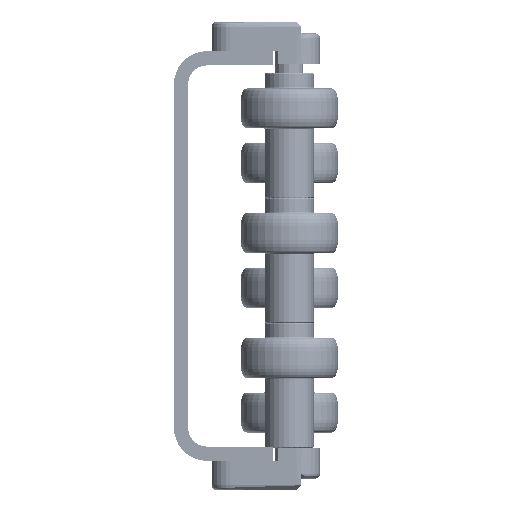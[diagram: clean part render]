
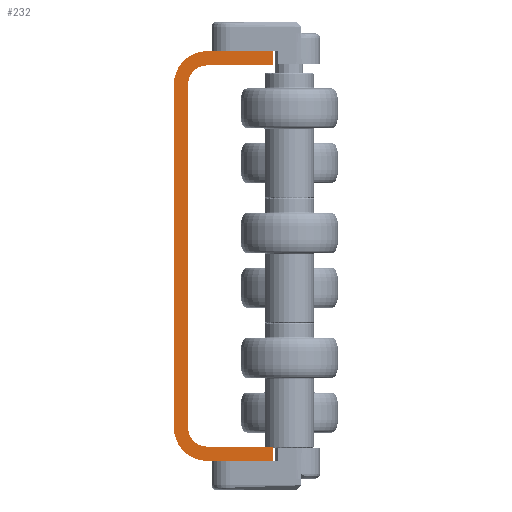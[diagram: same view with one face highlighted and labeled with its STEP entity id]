
A CAD part, front view. The second image highlights one B-rep face of the part: STEP entity #232.
In plain terms, the highlighted planar face has unit normal (0, -1, 0).
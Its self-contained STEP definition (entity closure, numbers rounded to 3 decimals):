
#1=DIRECTION('',(0.,0.,-1.));
#2=VECTOR('',#1,3.);
#3=CARTESIAN_POINT('',(21.,0.,43.5));
#4=LINE('',#3,#2);
#5=DIRECTION('',(-1.,0.,0.));
#6=VECTOR('',#5,14.);
#7=CARTESIAN_POINT('',(21.,0.,40.5));
#8=LINE('',#7,#6);
#9=CARTESIAN_POINT('',(7.,0.,36.5));
#10=DIRECTION('',(0.,-1.,0.));
#11=DIRECTION('',(0.,0.,1.));
#12=AXIS2_PLACEMENT_3D('',#9,#10,#11);
#14=DIRECTION('',(0.,0.,-1.));
#15=VECTOR('',#14,73.);
#16=CARTESIAN_POINT('',(3.,0.,36.5));
#17=LINE('',#16,#15);
#18=CARTESIAN_POINT('',(7.,0.,-36.5));
#19=DIRECTION('',(0.,-1.,0.));
#20=DIRECTION('',(-1.,0.,0.));
#21=AXIS2_PLACEMENT_3D('',#18,#19,#20);
#23=DIRECTION('',(1.,0.,0.));
#24=VECTOR('',#23,14.);
#25=CARTESIAN_POINT('',(7.,0.,-40.5));
#26=LINE('',#25,#24);
#27=DIRECTION('',(0.,0.,-1.));
#28=VECTOR('',#27,3.);
#29=CARTESIAN_POINT('',(21.,0.,-40.5));
#30=LINE('',#29,#28);
#31=DIRECTION('',(-1.,0.,0.));
#32=VECTOR('',#31,14.);
#33=CARTESIAN_POINT('',(21.,0.,-43.5));
#34=LINE('',#33,#32);
#35=CARTESIAN_POINT('',(7.,0.,-36.5));
#36=DIRECTION('',(0.,1.,0.));
#37=DIRECTION('',(0.,0.,-1.));
#38=AXIS2_PLACEMENT_3D('',#35,#36,#37);
#40=DIRECTION('',(0.,0.,1.));
#41=VECTOR('',#40,73.);
#42=CARTESIAN_POINT('',(0.,0.,-36.5));
#43=LINE('',#42,#41);
#44=CARTESIAN_POINT('',(7.,0.,36.5));
#45=DIRECTION('',(0.,1.,0.));
#46=DIRECTION('',(-1.,0.,0.));
#47=AXIS2_PLACEMENT_3D('',#44,#45,#46);
#49=DIRECTION('',(1.,0.,0.));
#50=VECTOR('',#49,14.);
#51=CARTESIAN_POINT('',(7.,0.,43.5));
#52=LINE('',#51,#50);
#153=CARTESIAN_POINT('',(21.,0.,43.5));
#154=CARTESIAN_POINT('',(21.,0.,40.5));
#155=VERTEX_POINT('',#153);
#156=VERTEX_POINT('',#154);
#157=CARTESIAN_POINT('',(7.,0.,40.5));
#158=VERTEX_POINT('',#157);
#159=CARTESIAN_POINT('',(3.,0.,36.5));
#160=VERTEX_POINT('',#159);
#161=CARTESIAN_POINT('',(3.,0.,-36.5));
#162=VERTEX_POINT('',#161);
#163=CARTESIAN_POINT('',(7.,0.,-40.5));
#164=VERTEX_POINT('',#163);
#165=CARTESIAN_POINT('',(21.,0.,-40.5));
#166=VERTEX_POINT('',#165);
#167=CARTESIAN_POINT('',(21.,0.,-43.5));
#168=VERTEX_POINT('',#167);
#169=CARTESIAN_POINT('',(7.,0.,-43.5));
#170=VERTEX_POINT('',#169);
#171=CARTESIAN_POINT('',(0.,0.,-36.5));
#172=VERTEX_POINT('',#171);
#173=CARTESIAN_POINT('',(0.,0.,36.5));
#174=VERTEX_POINT('',#173);
#175=CARTESIAN_POINT('',(7.,0.,43.5));
#176=VERTEX_POINT('',#175);
#201=CARTESIAN_POINT('',(0.,0.,0.));
#202=DIRECTION('',(0.,1.,0.));
#203=DIRECTION('',(1.,0.,0.));
#204=AXIS2_PLACEMENT_3D('',#201,#202,#203);
#205=PLANE('',#204);
#207=ORIENTED_EDGE('',*,*,#206,.T.);
#209=ORIENTED_EDGE('',*,*,#208,.T.);
#211=ORIENTED_EDGE('',*,*,#210,.T.);
#213=ORIENTED_EDGE('',*,*,#212,.T.);
#215=ORIENTED_EDGE('',*,*,#214,.T.);
#217=ORIENTED_EDGE('',*,*,#216,.T.);
#219=ORIENTED_EDGE('',*,*,#218,.T.);
#221=ORIENTED_EDGE('',*,*,#220,.T.);
#223=ORIENTED_EDGE('',*,*,#222,.T.);
#225=ORIENTED_EDGE('',*,*,#224,.T.);
#227=ORIENTED_EDGE('',*,*,#226,.T.);
#229=ORIENTED_EDGE('',*,*,#228,.T.);
#230=EDGE_LOOP('',(#207,#209,#211,#213,#215,#217,#219,#221,#223,#225,#227,
#229));
#231=FACE_OUTER_BOUND('',#230,.F.);
#232=ADVANCED_FACE('',(#231),#205,.F.);
#13=CIRCLE('',#12,4.);
#22=CIRCLE('',#21,4.);
#39=CIRCLE('',#38,7.);
#48=CIRCLE('',#47,7.);
#206=EDGE_CURVE('',#155,#156,#4,.T.);
#208=EDGE_CURVE('',#156,#158,#8,.T.);
#210=EDGE_CURVE('',#158,#160,#13,.T.);
#212=EDGE_CURVE('',#160,#162,#17,.T.);
#214=EDGE_CURVE('',#162,#164,#22,.T.);
#216=EDGE_CURVE('',#164,#166,#26,.T.);
#218=EDGE_CURVE('',#166,#168,#30,.T.);
#220=EDGE_CURVE('',#168,#170,#34,.T.);
#222=EDGE_CURVE('',#170,#172,#39,.T.);
#224=EDGE_CURVE('',#172,#174,#43,.T.);
#226=EDGE_CURVE('',#174,#176,#48,.T.);
#228=EDGE_CURVE('',#176,#155,#52,.T.);
